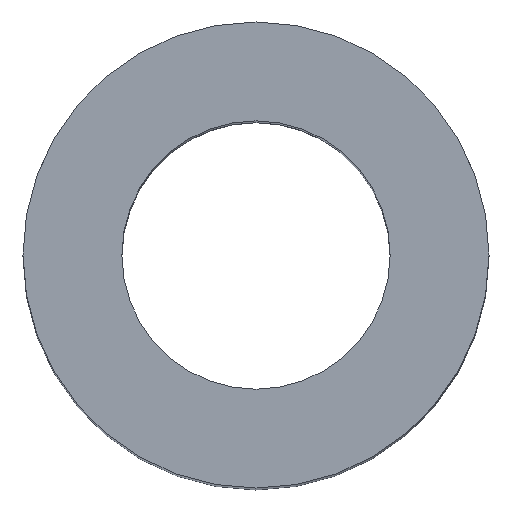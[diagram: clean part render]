
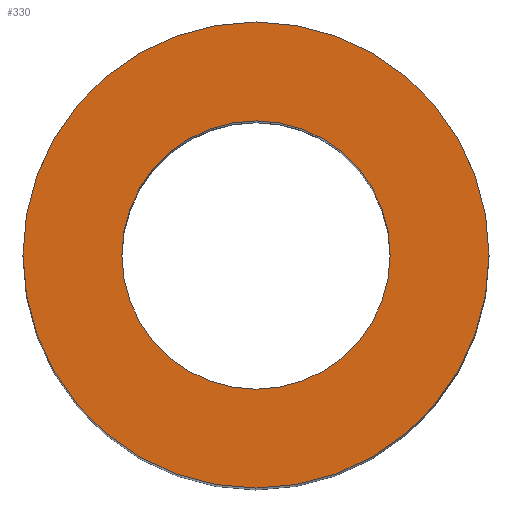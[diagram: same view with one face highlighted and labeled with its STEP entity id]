
A CAD part, top view. The second image highlights one B-rep face of the part: STEP entity #330.
In plain terms, the highlighted planar face has unit normal (0, 0, 1).
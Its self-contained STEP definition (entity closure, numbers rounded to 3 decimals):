
#5 = DIRECTION ( 'NONE',  ( 0., 0., 1. ) ) ;
#11 = EDGE_LOOP ( 'NONE', ( #159, #290 ) ) ;
#23 = DIRECTION ( 'NONE',  ( 1., 0., 0. ) ) ;
#27 = VERTEX_POINT ( 'NONE', #328 ) ;
#35 = EDGE_CURVE ( 'NONE', #113, #27, #350, .T. ) ;
#38 = AXIS2_PLACEMENT_3D ( 'NONE', #314, #5, #311 ) ;
#45 = VERTEX_POINT ( 'NONE', #247 ) ;
#51 = EDGE_CURVE ( 'NONE', #45, #136, #208, .T. ) ;
#53 = CARTESIAN_POINT ( 'NONE',  ( 0., 0., 88.2 ) ) ;
#56 = CARTESIAN_POINT ( 'NONE',  ( 0., 0., 88.2 ) ) ;
#62 = DIRECTION ( 'NONE',  ( 1., 0., 0. ) ) ;
#103 = AXIS2_PLACEMENT_3D ( 'NONE', #248, #142, #117 ) ;
#109 = CARTESIAN_POINT ( 'NONE',  ( 18.5, 0., 88.2 ) ) ;
#111 = DIRECTION ( 'NONE',  ( 0., 0., 1. ) ) ;
#113 = VERTEX_POINT ( 'NONE', #306 ) ;
#117 = DIRECTION ( 'NONE',  ( 1., 0., 0. ) ) ;
#120 = PLANE ( 'NONE',  #38 ) ;
#124 = AXIS2_PLACEMENT_3D ( 'NONE', #56, #111, #249 ) ;
#132 = ORIENTED_EDGE ( 'NONE', *, *, #151, .T. ) ;
#136 = VERTEX_POINT ( 'NONE', #109 ) ;
#142 = DIRECTION ( 'NONE',  ( 0., 0., 1. ) ) ;
#151 = EDGE_CURVE ( 'NONE', #136, #45, #327, .T. ) ;
#159 = ORIENTED_EDGE ( 'NONE', *, *, #182, .F. ) ;
#175 = FACE_OUTER_BOUND ( 'NONE', #348, .T. ) ;
#182 = EDGE_CURVE ( 'NONE', #27, #113, #229, .T. ) ;
#205 = ORIENTED_EDGE ( 'NONE', *, *, #51, .T. ) ;
#208 = CIRCLE ( 'NONE', #124, 18.5 ) ;
#223 = CARTESIAN_POINT ( 'NONE',  ( 0., 0., 88.2 ) ) ;
#229 = CIRCLE ( 'NONE', #259, 10.65 ) ;
#241 = DIRECTION ( 'NONE',  ( 0., 0., 1. ) ) ;
#247 = CARTESIAN_POINT ( 'NONE',  ( -18.5, 0., 88.2 ) ) ;
#248 = CARTESIAN_POINT ( 'NONE',  ( 0., 0., 88.2 ) ) ;
#249 = DIRECTION ( 'NONE',  ( 1., 0., 0. ) ) ;
#259 = AXIS2_PLACEMENT_3D ( 'NONE', #223, #338, #62 ) ;
#290 = ORIENTED_EDGE ( 'NONE', *, *, #35, .F. ) ;
#306 = CARTESIAN_POINT ( 'NONE',  ( 10.65, 0., 88.2 ) ) ;
#311 = DIRECTION ( 'NONE',  ( 1., 0., 0. ) ) ;
#312 = FACE_BOUND ( 'NONE', #11, .T. ) ;
#314 = CARTESIAN_POINT ( 'NONE',  ( 0., 0., 88.2 ) ) ;
#320 = AXIS2_PLACEMENT_3D ( 'NONE', #53, #241, #23 ) ;
#327 = CIRCLE ( 'NONE', #103, 18.5 ) ;
#328 = CARTESIAN_POINT ( 'NONE',  ( -10.65, 0., 88.2 ) ) ;
#330 = ADVANCED_FACE ( 'NONE', ( #175, #312 ), #120, .T. ) ;
#338 = DIRECTION ( 'NONE',  ( 0., 0., 1. ) ) ;
#348 = EDGE_LOOP ( 'NONE', ( #205, #132 ) ) ;
#350 = CIRCLE ( 'NONE', #320, 10.65 ) ;
